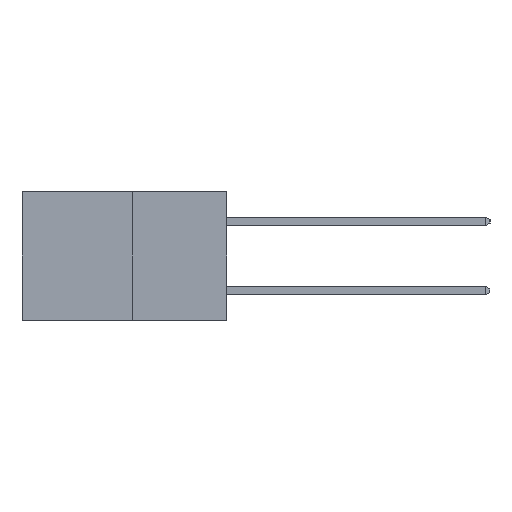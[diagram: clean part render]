
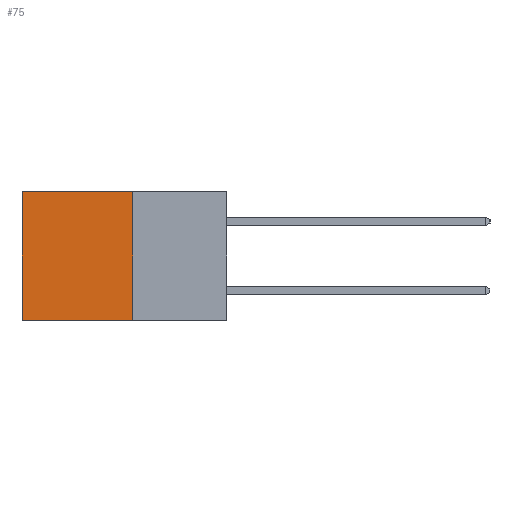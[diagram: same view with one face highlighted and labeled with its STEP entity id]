
A CAD part, left-side view. The second image highlights one B-rep face of the part: STEP entity #75.
In plain terms, the highlighted planar face has unit normal (-1, 0, 0).
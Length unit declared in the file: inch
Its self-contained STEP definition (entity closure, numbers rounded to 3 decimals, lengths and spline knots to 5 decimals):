
#75 = ADVANCED_FACE ( 'NONE', ( #10404 ), #4962, .F. ) ;
#631 = CARTESIAN_POINT ( 'NONE',  ( 0.277, 0.27, -0.37 ) ) ;
#672 = EDGE_CURVE ( 'NONE', #8254, #2076, #4775, .T. ) ;
#833 = VECTOR ( 'NONE', #6160, 39.37008 ) ;
#996 = EDGE_CURVE ( 'NONE', #1075, #9145, #10650, .T. ) ;
#1075 = VERTEX_POINT ( 'NONE', #631 ) ;
#1399 = EDGE_LOOP ( 'NONE', ( #10029, #6784, #9187, #1991 ) ) ;
#1662 = CARTESIAN_POINT ( 'NONE',  ( 0.277, 0.27, 0. ) ) ;
#1991 = ORIENTED_EDGE ( 'NONE', *, *, #672, .T. ) ;
#2076 = VERTEX_POINT ( 'NONE', #6055 ) ;
#3118 = LINE ( 'NONE', #6699, #10039 ) ;
#4068 = DIRECTION ( 'NONE',  ( 1., 0., 0. ) ) ;
#4488 = CARTESIAN_POINT ( 'NONE',  ( 0.277, 0.27, 0. ) ) ;
#4584 = CARTESIAN_POINT ( 'NONE',  ( 0.277, 0.27, -0.37 ) ) ;
#4775 = LINE ( 'NONE', #1662, #11616 ) ;
#4962 = PLANE ( 'NONE',  #7409 ) ;
#5871 = VECTOR ( 'NONE', #7149, 39.37008 ) ;
#6055 = CARTESIAN_POINT ( 'NONE',  ( 0.277, 0.59, 0. ) ) ;
#6160 = DIRECTION ( 'NONE',  ( 0., 0., -1. ) ) ;
#6699 = CARTESIAN_POINT ( 'NONE',  ( 0.277, 0.27, -0.37 ) ) ;
#6741 = DIRECTION ( 'NONE',  ( 0., 0., -1. ) ) ;
#6784 = ORIENTED_EDGE ( 'NONE', *, *, #996, .F. ) ;
#7149 = DIRECTION ( 'NONE',  ( 0., 1., 0. ) ) ;
#7254 = CARTESIAN_POINT ( 'NONE',  ( 0.277, 0.59, -0.37 ) ) ;
#7409 = AXIS2_PLACEMENT_3D ( 'NONE', #4584, #4068, #11517 ) ;
#7540 = DIRECTION ( 'NONE',  ( 0., 1., 0. ) ) ;
#8254 = VERTEX_POINT ( 'NONE', #4488 ) ;
#8900 = CARTESIAN_POINT ( 'NONE',  ( 0.277, 0.59, -0.37 ) ) ;
#9145 = VERTEX_POINT ( 'NONE', #7254 ) ;
#9187 = ORIENTED_EDGE ( 'NONE', *, *, #9956, .F. ) ;
#9905 = LINE ( 'NONE', #8900, #833 ) ;
#9956 = EDGE_CURVE ( 'NONE', #8254, #1075, #3118, .T. ) ;
#10029 = ORIENTED_EDGE ( 'NONE', *, *, #10847, .T. ) ;
#10039 = VECTOR ( 'NONE', #6741, 39.37008 ) ;
#10071 = CARTESIAN_POINT ( 'NONE',  ( 0.277, 0.27, -0.37 ) ) ;
#10404 = FACE_OUTER_BOUND ( 'NONE', #1399, .T. ) ;
#10650 = LINE ( 'NONE', #10071, #5871 ) ;
#10847 = EDGE_CURVE ( 'NONE', #2076, #9145, #9905, .T. ) ;
#11517 = DIRECTION ( 'NONE',  ( 0., 0., -1. ) ) ;
#11616 = VECTOR ( 'NONE', #7540, 39.37008 ) ;
